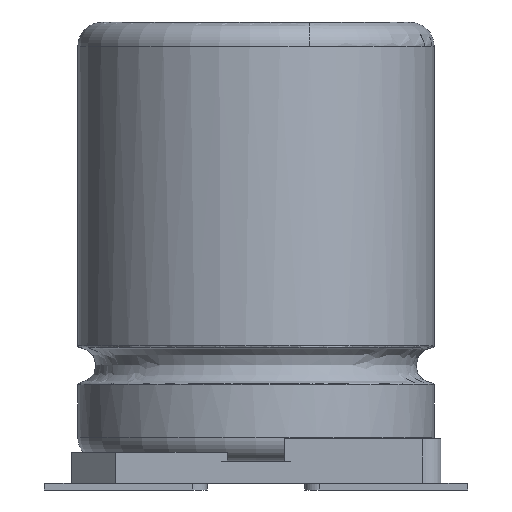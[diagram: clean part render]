
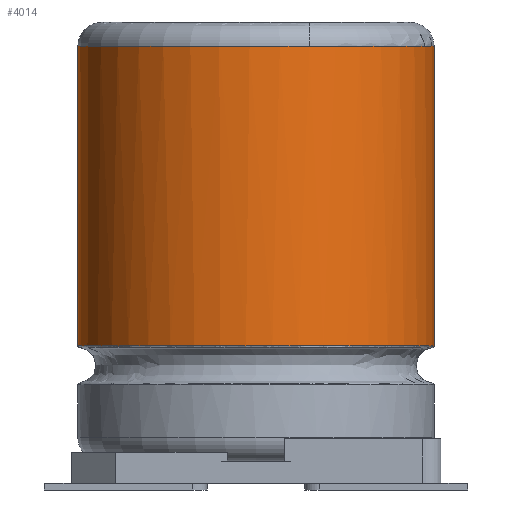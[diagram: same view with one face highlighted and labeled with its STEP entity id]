
A CAD part, front view. The second image highlights one B-rep face of the part: STEP entity #4014.
In plain terms, the highlighted cylindrical face has radius 4 mm (diameter 8 mm), a partial arc.
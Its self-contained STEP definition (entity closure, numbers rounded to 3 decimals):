
#18 = CARTESIAN_POINT ( 'NONE',  ( -3.254, -2.816, 3.238 ) ) ;
#64 = ORIENTED_EDGE ( 'NONE', *, *, #5986, .T. ) ;
#132 = CARTESIAN_POINT ( 'NONE',  ( 4., 0., 9.967 ) ) ;
#235 = EDGE_CURVE ( 'NONE', #2930, #3915, #2446, .T. ) ;
#241 = DIRECTION ( 'NONE',  ( 0., 0., -1. ) ) ;
#255 = CARTESIAN_POINT ( 'NONE',  ( 0., 0., 3.2 ) ) ;
#515 = CARTESIAN_POINT ( 'NONE',  ( -2.515, -3.575, 3.238 ) ) ;
#577 = EDGE_CURVE ( 'NONE', #3915, #3460, #4912, .T. ) ;
#858 = CIRCLE ( 'NONE', #5946, 4. ) ;
#1086 = CARTESIAN_POINT ( 'NONE',  ( 4., -0.967, 3.238 ) ) ;
#1253 = DIRECTION ( 'NONE',  ( -1., 0., 0. ) ) ;
#1469 = AXIS2_PLACEMENT_3D ( 'NONE', #255, #5319, #1253 ) ;
#1712 = ORIENTED_EDGE ( 'NONE', *, *, #577, .T. ) ;
#1836 = EDGE_CURVE ( 'NONE', #2930, #4768, #5065, .T. ) ;
#1999 = CARTESIAN_POINT ( 'NONE',  ( -4., -0.953, 3.238 ) ) ;
#2231 = CARTESIAN_POINT ( 'NONE',  ( -4., 0., 9.967 ) ) ;
#2446 = LINE ( 'NONE', #6115, #3126 ) ;
#2481 = DIRECTION ( 'NONE',  ( 0., 0., 1. ) ) ;
#2492 = CARTESIAN_POINT ( 'NONE',  ( -0.543, -4.404, 3.238 ) ) ;
#2676 = ORIENTED_EDGE ( 'NONE', *, *, #6376, .F. ) ;
#2681 = VERTEX_POINT ( 'NONE', #2231 ) ;
#2716 = CARTESIAN_POINT ( 'NONE',  ( 0., 0., 9.967 ) ) ;
#2930 = VERTEX_POINT ( 'NONE', #3067 ) ;
#3026 = CARTESIAN_POINT ( 'NONE',  ( 4., 0., 3.238 ) ) ;
#3055 = DIRECTION ( 'NONE',  ( -1., 0., 0. ) ) ;
#3067 = CARTESIAN_POINT ( 'NONE',  ( 4., 0., 3.238 ) ) ;
#3098 = CARTESIAN_POINT ( 'NONE',  ( 0.541, -4.403, 3.238 ) ) ;
#3126 = VECTOR ( 'NONE', #5052, 1000. ) ;
#3323 = CARTESIAN_POINT ( 'NONE',  ( -4., 0., 3.238 ) ) ;
#3460 = VERTEX_POINT ( 'NONE', #5738 ) ;
#3915 = VERTEX_POINT ( 'NONE', #132 ) ;
#4014 = ADVANCED_FACE ( 'NONE', ( #6342 ), #4812, .T. ) ;
#4044 = ORIENTED_EDGE ( 'NONE', *, *, #1836, .F. ) ;
#4054 = CARTESIAN_POINT ( 'NONE',  ( 3.241, -2.828, 3.238 ) ) ;
#4161 = CARTESIAN_POINT ( 'NONE',  ( -3.754, -1.916, 3.238 ) ) ;
#4564 = CARTESIAN_POINT ( 'NONE',  ( -1.589, -4.12, 3.238 ) ) ;
#4631 = CARTESIAN_POINT ( 'NONE',  ( -4., 0., 3.238 ) ) ;
#4768 = VERTEX_POINT ( 'NONE', #3323 ) ;
#4812 = CYLINDRICAL_SURFACE ( 'NONE', #1469, 4. ) ;
#4912 = CIRCLE ( 'NONE', #5444, 4. ) ;
#5000 = DIRECTION ( 'NONE',  ( 0., 0., -1. ) ) ;
#5023 = CARTESIAN_POINT ( 'NONE',  ( -4., 0., 3.2 ) ) ;
#5052 = DIRECTION ( 'NONE',  ( 0., 0., 1. ) ) ;
#5065 = B_SPLINE_CURVE_WITH_KNOTS ( 'NONE', 13,
 ( #3026, #1086, #5640, #4054, #5068, #5177, #3098, #2492, #4564, #515, #18, #4161, #1999, #4631 ),
 .UNSPECIFIED., .F., .F.,
 ( 14, 14 ),
 ( 0.5, 1. ),
 .UNSPECIFIED. ) ;
#5068 = CARTESIAN_POINT ( 'NONE',  ( 2.504, -3.577, 3.238 ) ) ;
#5099 = CARTESIAN_POINT ( 'NONE',  ( 0., 0., 9.967 ) ) ;
#5177 = CARTESIAN_POINT ( 'NONE',  ( 1.583, -4.119, 3.238 ) ) ;
#5319 = DIRECTION ( 'NONE',  ( 0., 0., 1. ) ) ;
#5330 = VECTOR ( 'NONE', #2481, 1000. ) ;
#5444 = AXIS2_PLACEMENT_3D ( 'NONE', #2716, #241, #5789 ) ;
#5640 = CARTESIAN_POINT ( 'NONE',  ( 3.747, -1.933, 3.238 ) ) ;
#5738 = CARTESIAN_POINT ( 'NONE',  ( 1.2, -3.816, 9.967 ) ) ;
#5789 = DIRECTION ( 'NONE',  ( -1., 0., 0. ) ) ;
#5817 = EDGE_LOOP ( 'NONE', ( #4044, #6213, #1712, #64, #2676 ) ) ;
#5946 = AXIS2_PLACEMENT_3D ( 'NONE', #5099, #5000, #3055 ) ;
#5982 = LINE ( 'NONE', #5023, #5330 ) ;
#5986 = EDGE_CURVE ( 'NONE', #3460, #2681, #858, .T. ) ;
#6115 = CARTESIAN_POINT ( 'NONE',  ( 4., 0., 3.2 ) ) ;
#6213 = ORIENTED_EDGE ( 'NONE', *, *, #235, .T. ) ;
#6342 = FACE_OUTER_BOUND ( 'NONE', #5817, .T. ) ;
#6376 = EDGE_CURVE ( 'NONE', #4768, #2681, #5982, .T. ) ;
